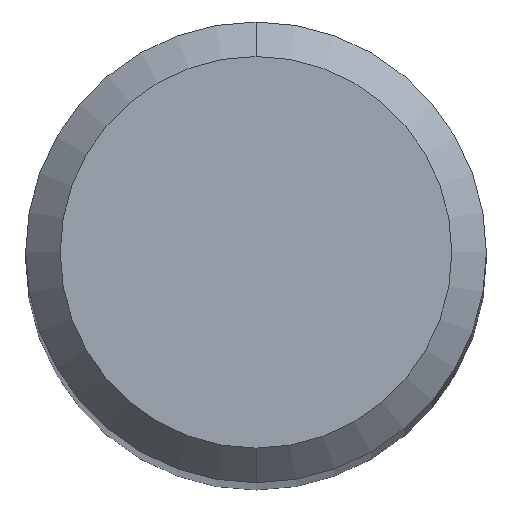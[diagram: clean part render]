
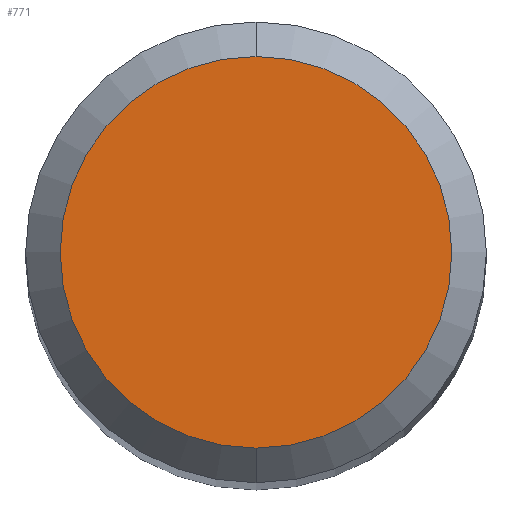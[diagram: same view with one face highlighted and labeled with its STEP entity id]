
A CAD part, top view. The second image highlights one B-rep face of the part: STEP entity #771.
In plain terms, the highlighted planar face has unit normal (0, 0, 1).
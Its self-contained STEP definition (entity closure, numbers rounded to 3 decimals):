
#671=VERTEX_POINT('',#1365);
#757=EDGE_CURVE('',#823,#671,#1457,.T.);
#771=ADVANCED_FACE('',(#1471),#1472,.T.);
#823=VERTEX_POINT('',#1530);
#847=EDGE_CURVE('',#671,#823,#1556,.T.);
#1365=CARTESIAN_POINT('',(0.0,1.7,0.0));
#1457=CIRCLE('',#3332,1.7);
#1471=FACE_OUTER_BOUND('',#3396,.T.);
#1472=PLANE('',#3397);
#1530=CARTESIAN_POINT('',(0.,-1.7,0.0));
#1556=CIRCLE('',#3682,1.7);
#3332=AXIS2_PLACEMENT_3D('',#4997,#4998,#4999);
#3396=EDGE_LOOP('',(#5002,#5003));
#3397=AXIS2_PLACEMENT_3D('',#5004,#5005,#5006);
#3682=AXIS2_PLACEMENT_3D('',#5105,#5106,#5107);
#4997=CARTESIAN_POINT('',(0.0,0.0,0.0));
#4998=DIRECTION('',(0.0,0.0,-1.0));
#4999=DIRECTION('',(0.0,1.0,0.0));
#5002=ORIENTED_EDGE('',*,*,#847,.F.);
#5003=ORIENTED_EDGE('',*,*,#757,.F.);
#5004=CARTESIAN_POINT('',(0.0,0.85,0.0));
#5005=DIRECTION('',(-0.0,0.0,1.0));
#5006=DIRECTION('',(0.0,-1.0,0.0));
#5105=CARTESIAN_POINT('',(0.0,0.0,0.0));
#5106=DIRECTION('',(0.0,0.0,-1.0));
#5107=DIRECTION('',(0.0,1.0,0.0));
